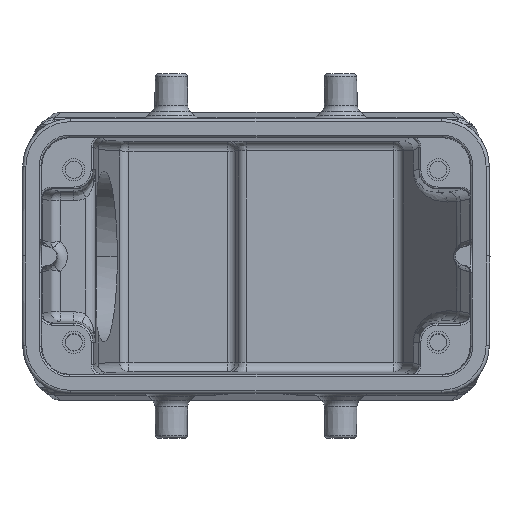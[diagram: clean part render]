
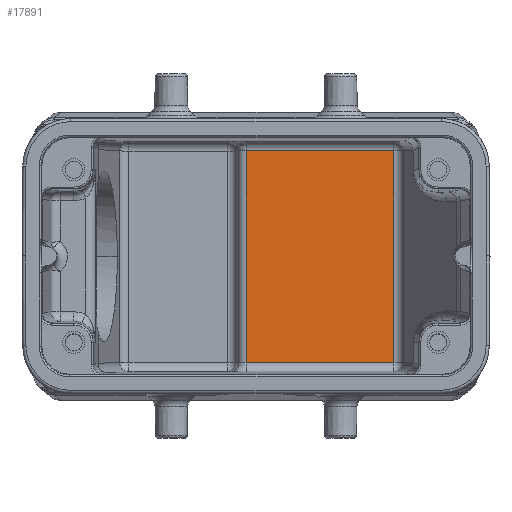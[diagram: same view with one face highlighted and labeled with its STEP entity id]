
A CAD part, top view. The second image highlights one B-rep face of the part: STEP entity #17891.
In plain terms, the highlighted planar face has unit normal (0, 0, 1).
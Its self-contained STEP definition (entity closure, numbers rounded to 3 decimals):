
#1937=DIRECTION('',(1.,0.,0.));
#1938=VECTOR('',#1937,23.067);
#1939=CARTESIAN_POINT('',(-1.493,-16.546,
-65.));
#1940=LINE('',#1939,#1938);
#1944=DIRECTION('',(0.,1.,0.));
#1945=VECTOR('',#1944,33.092);
#1946=CARTESIAN_POINT('',(-1.493,-16.546,
-65.));
#1947=LINE('',#1946,#1945);
#1951=DIRECTION('',(-1.,0.,0.));
#1952=VECTOR('',#1951,23.067);
#1953=CARTESIAN_POINT('',(21.573,16.546,-65.));
#1954=LINE('',#1953,#1952);
#1958=DIRECTION('',(0.,-1.,0.));
#1959=VECTOR('',#1958,33.092);
#1960=CARTESIAN_POINT('',(21.573,16.546,-65.));
#1961=LINE('',#1960,#1959);
#1984=CARTESIAN_POINT('',(-1.493,-16.546,
-65.));
#14672=VERTEX_POINT('',#1984);
#14686=CARTESIAN_POINT('',(21.573,16.546,-65.));
#14688=VERTEX_POINT('',#14686);
#14719=CARTESIAN_POINT('',(21.573,-16.546,-65.));
#14720=VERTEX_POINT('',#14719);
#14725=CARTESIAN_POINT('',(-1.493,16.546,
-65.));
#14726=VERTEX_POINT('',#14725);
#17878=CARTESIAN_POINT('',(22.724,-18.6,-65.));
#17879=DIRECTION('',(0.,0.,-1.));
#17880=DIRECTION('',(-1.,0.,0.));
#17881=AXIS2_PLACEMENT_3D('',#17878,#17879,#17880);
#17882=PLANE('',#17881);
#17884=ORIENTED_EDGE('',*,*,#17883,.F.);
#17886=ORIENTED_EDGE('',*,*,#17885,.T.);
#17887=ORIENTED_EDGE('',*,*,#17869,.F.);
#17888=ORIENTED_EDGE('',*,*,#17845,.T.);
#17889=EDGE_LOOP('',(#17884,#17886,#17887,#17888));
#17890=FACE_OUTER_BOUND('',#17889,.F.);
#17845=EDGE_CURVE('',#14688,#14720,#1961,.T.);
#17869=EDGE_CURVE('',#14688,#14726,#1954,.T.);
#17883=EDGE_CURVE('',#14672,#14720,#1940,.T.);
#17885=EDGE_CURVE('',#14672,#14726,#1947,.T.);
#17891=ADVANCED_FACE('',(#17890),#17882,.F.);
